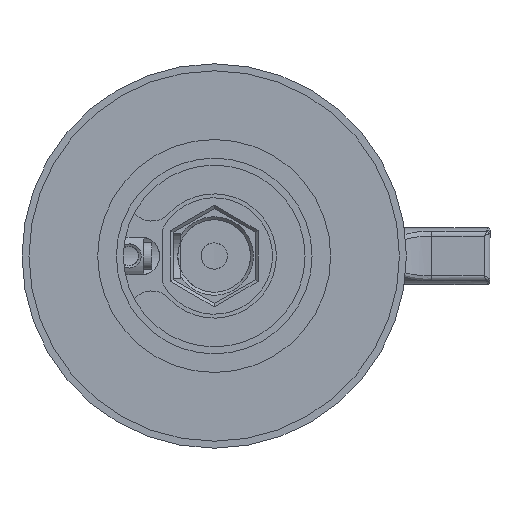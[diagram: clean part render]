
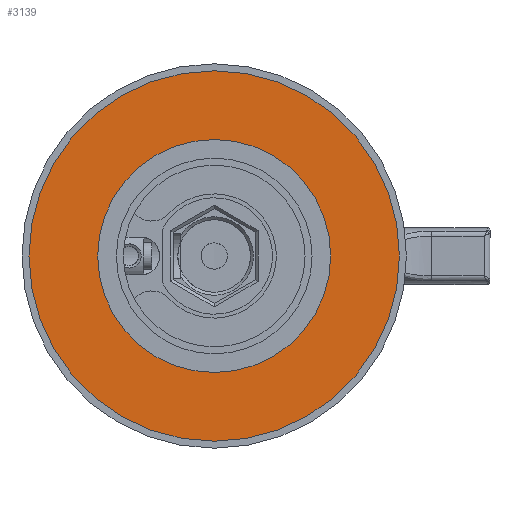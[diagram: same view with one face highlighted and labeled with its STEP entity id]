
A CAD part, front view. The second image highlights one B-rep face of the part: STEP entity #3139.
In plain terms, the highlighted planar face has unit normal (0, -1, 0).
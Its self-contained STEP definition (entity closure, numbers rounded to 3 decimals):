
#185 = FACE_OUTER_BOUND ( 'NONE', #3402, .T. ) ;
#314 = DIRECTION ( 'NONE',  ( 0., -1., 0. ) ) ;
#521 = EDGE_CURVE ( 'NONE', #20086, #20086, #19761, .T. ) ;
#2352 = CARTESIAN_POINT ( 'NONE',  ( -20., 1.7, 0. ) ) ;
#2876 = DIRECTION ( 'NONE',  ( 0., 0., -1. ) ) ;
#3069 = ORIENTED_EDGE ( 'NONE', *, *, #521, .F. ) ;
#3139 = ADVANCED_FACE ( 'NONE', ( #18826, #185 ), #21400, .T. ) ;
#3402 = EDGE_LOOP ( 'NONE', ( #3069 ) ) ;
#6149 = CARTESIAN_POINT ( 'NONE',  ( 0., 1.7, 20. ) ) ;
#8098 = AXIS2_PLACEMENT_3D ( 'NONE', #26187, #19971, #13617 ) ;
#8350 = AXIS2_PLACEMENT_3D ( 'NONE', #2352, #314, #2876 ) ;
#8416 = EDGE_LOOP ( 'NONE', ( #9816 ) ) ;
#8529 = CARTESIAN_POINT ( 'NONE',  ( 0., 1.7, 0. ) ) ;
#9816 = ORIENTED_EDGE ( 'NONE', *, *, #14090, .T. ) ;
#10455 = VERTEX_POINT ( 'NONE', #6149 ) ;
#12710 = DIRECTION ( 'NONE',  ( 0., 1., 0. ) ) ;
#13073 = AXIS2_PLACEMENT_3D ( 'NONE', #8529, #12710, #18938 ) ;
#13617 = DIRECTION ( 'NONE',  ( 0., 0., 1. ) ) ;
#14090 = EDGE_CURVE ( 'NONE', #10455, #10455, #25584, .T. ) ;
#18826 = FACE_BOUND ( 'NONE', #8416, .T. ) ;
#18938 = DIRECTION ( 'NONE',  ( 0., 0., 1. ) ) ;
#19761 = CIRCLE ( 'NONE', #8098, 31.8 ) ;
#19971 = DIRECTION ( 'NONE',  ( 0., 1., 0. ) ) ;
#20086 = VERTEX_POINT ( 'NONE', #21855 ) ;
#21400 = PLANE ( 'NONE',  #8350 ) ;
#21855 = CARTESIAN_POINT ( 'NONE',  ( 0., 1.7, 31.8 ) ) ;
#25584 = CIRCLE ( 'NONE', #13073, 20. ) ;
#26187 = CARTESIAN_POINT ( 'NONE',  ( 0., 1.7, 0. ) ) ;
